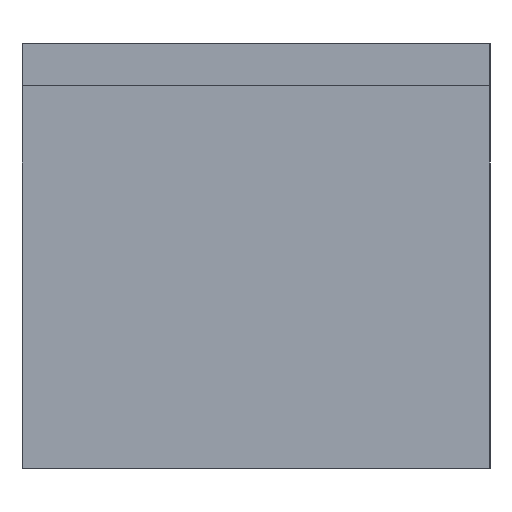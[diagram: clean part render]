
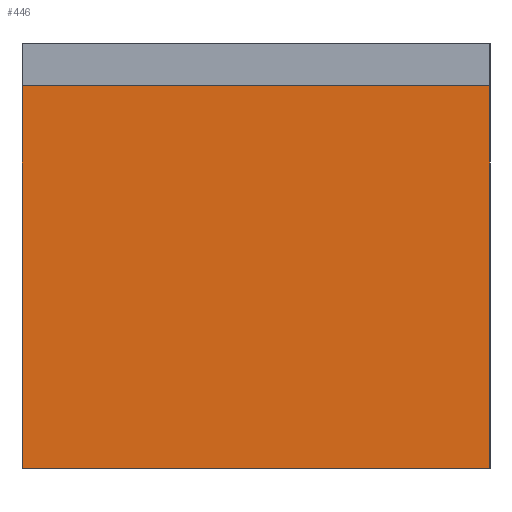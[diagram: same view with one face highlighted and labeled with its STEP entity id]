
A CAD part, left-side view. The second image highlights one B-rep face of the part: STEP entity #446.
In plain terms, the highlighted planar face has unit normal (-1, 0, 0).
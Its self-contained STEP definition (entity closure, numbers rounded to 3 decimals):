
#28=FACE_OUTER_BOUND('',#54,.T.);
#54=EDGE_LOOP('',(#317,#318,#319,#320));
#84=LINE('',#632,#144);
#89=LINE('',#642,#149);
#90=LINE('',#645,#150);
#91=LINE('',#646,#151);
#144=VECTOR('',#514,0.55);
#149=VECTOR('',#523,0.45);
#150=VECTOR('',#526,0.55);
#151=VECTOR('',#527,0.45);
#201=VERTEX_POINT('',#628);
#202=VERTEX_POINT('',#630);
#205=VERTEX_POINT('',#640);
#206=VERTEX_POINT('',#644);
#244=EDGE_CURVE('',#202,#201,#84,.T.);
#249=EDGE_CURVE('',#202,#205,#89,.T.);
#250=EDGE_CURVE('',#206,#205,#90,.T.);
#251=EDGE_CURVE('',#201,#206,#91,.T.);
#317=ORIENTED_EDGE('',*,*,#249,.T.);
#318=ORIENTED_EDGE('',*,*,#250,.F.);
#319=ORIENTED_EDGE('',*,*,#251,.F.);
#320=ORIENTED_EDGE('',*,*,#244,.F.);
#420=PLANE('',#476);
#446=ADVANCED_FACE('',(#28),#420,.T.);
#476=AXIS2_PLACEMENT_3D('',#643,#524,#525);
#514=DIRECTION('',(0.,1.,0.));
#523=DIRECTION('',(0.,0.,1.));
#524=DIRECTION('center_axis',(-1.,0.,0.));
#525=DIRECTION('ref_axis',(0.,-1.,0.));
#526=DIRECTION('',(0.,-1.,0.));
#527=DIRECTION('',(0.,0.,1.));
#628=CARTESIAN_POINT('',(-0.5,0.275,0.));
#630=CARTESIAN_POINT('',(-0.5,-0.275,0.));
#632=CARTESIAN_POINT('',(-0.5,-0.275,0.));
#640=CARTESIAN_POINT('',(-0.5,-0.275,0.45));
#642=CARTESIAN_POINT('',(-0.5,-0.275,0.));
#643=CARTESIAN_POINT('Origin',(-0.5,0.275,0.05));
#644=CARTESIAN_POINT('',(-0.5,0.275,0.45));
#645=CARTESIAN_POINT('',(-0.5,-0.275,0.45));
#646=CARTESIAN_POINT('',(-0.5,0.275,0.05));
